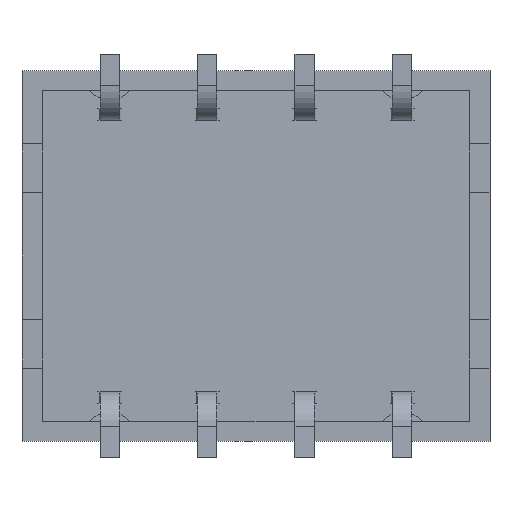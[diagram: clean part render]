
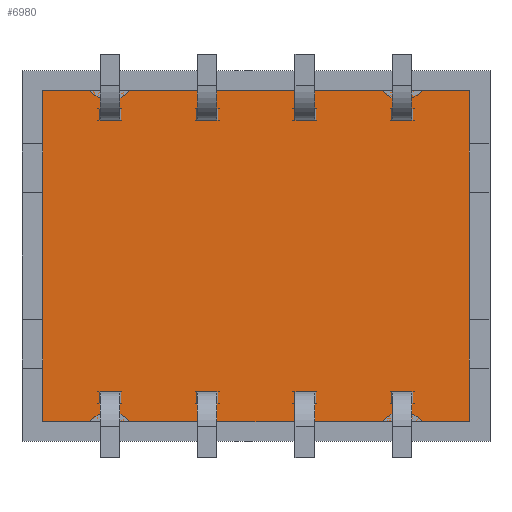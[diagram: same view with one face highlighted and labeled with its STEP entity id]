
A CAD part, front view. The second image highlights one B-rep face of the part: STEP entity #6980.
In plain terms, the highlighted planar face has unit normal (0, -1, 0).
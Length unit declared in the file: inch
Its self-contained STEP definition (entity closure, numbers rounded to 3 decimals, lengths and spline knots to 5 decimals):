
#6941=DIRECTION('',(0.,0.,1.));
#6942=VECTOR('',#6941,0.34);
#6943=CARTESIAN_POINT('',(-0.0185,-0.111,-0.17));
#6944=LINE('',#6943,#6942);
#6945=DIRECTION('',(1.,0.,0.));
#6946=VECTOR('',#6945,0.437);
#6947=CARTESIAN_POINT('',(-0.0185,-0.111,0.17));
#6948=LINE('',#6947,#6946);
#6949=DIRECTION('',(0.,0.,-1.));
#6950=VECTOR('',#6949,0.34);
#6951=CARTESIAN_POINT('',(0.4185,-0.111,0.17));
#6952=LINE('',#6951,#6950);
#6953=DIRECTION('',(-1.,0.,0.));
#6954=VECTOR('',#6953,0.437);
#6955=CARTESIAN_POINT('',(0.4185,-0.111,-0.17));
#6956=LINE('',#6955,#6954);
#6957=CARTESIAN_POINT('',(-0.0185,-0.111,-0.17));
#6958=CARTESIAN_POINT('',(-0.0185,-0.111,0.17));
#6959=VERTEX_POINT('',#6957);
#6960=VERTEX_POINT('',#6958);
#6961=CARTESIAN_POINT('',(0.4185,-0.111,0.17));
#6962=VERTEX_POINT('',#6961);
#6963=CARTESIAN_POINT('',(0.4185,-0.111,-0.17));
#6964=VERTEX_POINT('',#6963);
#6965=CARTESIAN_POINT('',(0.1,-0.111,0.));
#6966=DIRECTION('',(0.,1.,0.));
#6967=DIRECTION('',(1.,0.,0.));
#6968=AXIS2_PLACEMENT_3D('',#6965,#6966,#6967);
#6969=PLANE('',#6968);
#6971=ORIENTED_EDGE('',*,*,#6970,.T.);
#6973=ORIENTED_EDGE('',*,*,#6972,.T.);
#6975=ORIENTED_EDGE('',*,*,#6974,.T.);
#6977=ORIENTED_EDGE('',*,*,#6976,.T.);
#6978=EDGE_LOOP('',(#6971,#6973,#6975,#6977));
#6979=FACE_OUTER_BOUND('',#6978,.F.);
#6980=ADVANCED_FACE('',(#6979),#6969,.F.);
#6970=EDGE_CURVE('',#6959,#6960,#6944,.T.);
#6972=EDGE_CURVE('',#6960,#6962,#6948,.T.);
#6974=EDGE_CURVE('',#6962,#6964,#6952,.T.);
#6976=EDGE_CURVE('',#6964,#6959,#6956,.T.);
